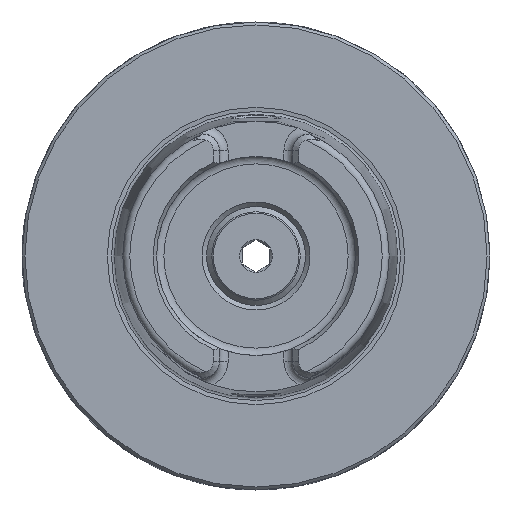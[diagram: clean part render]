
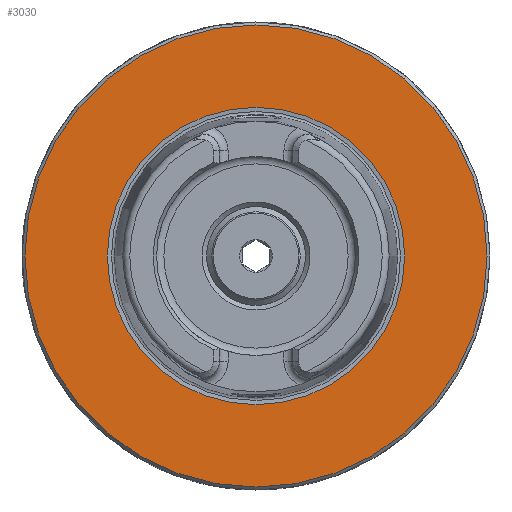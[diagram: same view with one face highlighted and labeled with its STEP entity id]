
A CAD part, left-side view. The second image highlights one B-rep face of the part: STEP entity #3030.
In plain terms, the highlighted planar face has unit normal (-1, 0, 0).
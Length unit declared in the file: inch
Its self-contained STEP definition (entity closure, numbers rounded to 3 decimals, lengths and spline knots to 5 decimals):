
#2996=CARTESIAN_POINT('',(0.0,1.55512,0.));
#2997=VERTEX_POINT('',#2996);
#2998=CARTESIAN_POINT('',(0.0,0.0,0.0));
#2999=DIRECTION('',(1.0,0.0,0.0));
#3000=DIRECTION('',(0.0,-1.0,0.0));
#3001=AXIS2_PLACEMENT_3D('',#2998,#2999,#3000);
#3002=CIRCLE('',#3001,1.55512);
#3003=EDGE_CURVE('',#2997,#2997,#3002,.T.);
#3011=CARTESIAN_POINT('',(0.0,0.7874,0.0));
#3012=DIRECTION('',(-1.0,0.0,0.0));
#3013=DIRECTION('',(0.0,0.0,1.0));
#3014=AXIS2_PLACEMENT_3D('',#3011,#3012,#3013);
#3015=PLANE('',#3014);
#3016=ORIENTED_EDGE('',*,*,#3003,.F.);
#3017=EDGE_LOOP('',(#3016));
#3018=FACE_OUTER_BOUND('',#3017,.T.);
#3019=CARTESIAN_POINT('',(0.0,1.0008,0.0));
#3020=VERTEX_POINT('',#3019);
#3021=CARTESIAN_POINT('',(0.0,0.0,0.0));
#3022=DIRECTION('',(1.0,0.0,0.0));
#3023=DIRECTION('',(0.0,1.0,0.0));
#3024=AXIS2_PLACEMENT_3D('',#3021,#3022,#3023);
#3025=CIRCLE('',#3024,1.0008);
#3026=EDGE_CURVE('',#3020,#3020,#3025,.T.);
#3027=ORIENTED_EDGE('',*,*,#3026,.T.);
#3028=EDGE_LOOP('',(#3027));
#3029=FACE_BOUND('',#3028,.T.);
#3030=ADVANCED_FACE('',(#3018,#3029),#3015,.T.);
